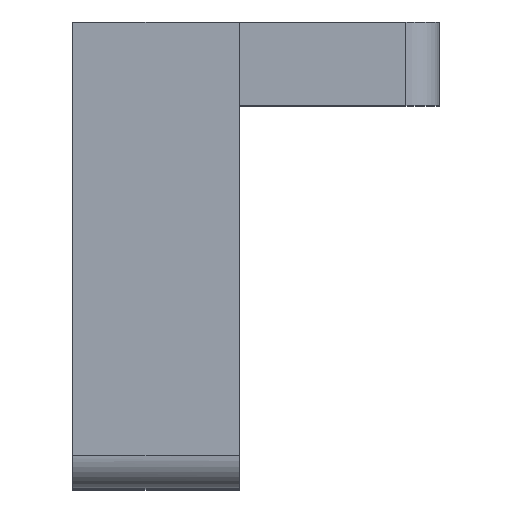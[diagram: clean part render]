
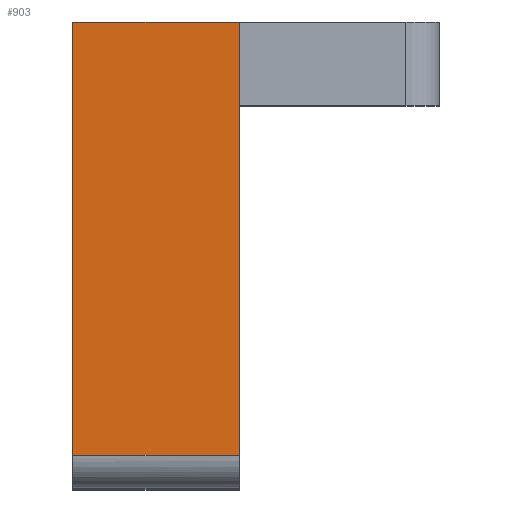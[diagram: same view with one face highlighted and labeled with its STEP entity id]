
A CAD part, top view. The second image highlights one B-rep face of the part: STEP entity #903.
In plain terms, the highlighted planar face has unit normal (0, 0, 1).
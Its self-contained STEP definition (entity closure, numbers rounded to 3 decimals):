
#304=CARTESIAN_POINT('Vertex',(0.,28.,54.)) ;
#307=CARTESIAN_POINT('Line Origine',(5.,28.,54.)) ;
#311=CARTESIAN_POINT('Vertex',(10.,28.,54.)) ;
#861=CARTESIAN_POINT('Vertex',(0.,2.,54.)) ;
#864=CARTESIAN_POINT('Line Origine',(0.,15.,54.)) ;
#880=CARTESIAN_POINT('Axis2P3D Location',(0.,0.,54.)) ;
#885=CARTESIAN_POINT('Line Origine',(10.,15.,54.)) ;
#889=CARTESIAN_POINT('Vertex',(10.,2.,54.)) ;
#892=CARTESIAN_POINT('Line Origine',(5.,2.,54.)) ;
#308=DIRECTION('Vector Direction',(1.,0.,0.)) ;
#865=DIRECTION('Vector Direction',(0.,1.,0.)) ;
#881=DIRECTION('Axis2P3D Direction',(0.,0.,1.)) ;
#882=DIRECTION('Axis2P3D XDirection',(1.,0.,0.)) ;
#886=DIRECTION('Vector Direction',(0.,-1.,0.)) ;
#893=DIRECTION('Vector Direction',(-1.,0.,0.)) ;
#883=AXIS2_PLACEMENT_3D('Plane Axis2P3D',#880,#881,#882) ;
#898=ORIENTED_EDGE('',*,*,#891,.F.) ;
#899=ORIENTED_EDGE('',*,*,#313,.T.) ;
#900=ORIENTED_EDGE('',*,*,#868,.T.) ;
#901=ORIENTED_EDGE('',*,*,#896,.T.) ;
#309=VECTOR('Line Direction',#308,1.) ;
#866=VECTOR('Line Direction',#865,1.) ;
#887=VECTOR('Line Direction',#886,1.) ;
#894=VECTOR('Line Direction',#893,1.) ;
#903=ADVANCED_FACE('PartBody',(#902),#884,.T.) ;
#313=EDGE_CURVE('',#312,#305,#310,.F.) ;
#868=EDGE_CURVE('',#305,#862,#867,.F.) ;
#891=EDGE_CURVE('',#312,#890,#888,.T.) ;
#896=EDGE_CURVE('',#862,#890,#895,.F.) ;
#897=EDGE_LOOP('',(#898,#899,#900,#901)) ;
#902=FACE_OUTER_BOUND('',#897,.T.) ;
#310=LINE('Line',#307,#309) ;
#867=LINE('Line',#864,#866) ;
#888=LINE('Line',#885,#887) ;
#895=LINE('Line',#892,#894) ;
#884=PLANE('',#883) ;
#305=VERTEX_POINT('',#304) ;
#312=VERTEX_POINT('',#311) ;
#862=VERTEX_POINT('',#861) ;
#890=VERTEX_POINT('',#889) ;
